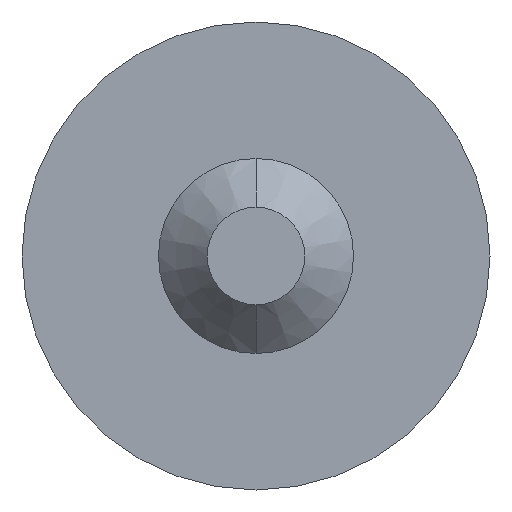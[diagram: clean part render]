
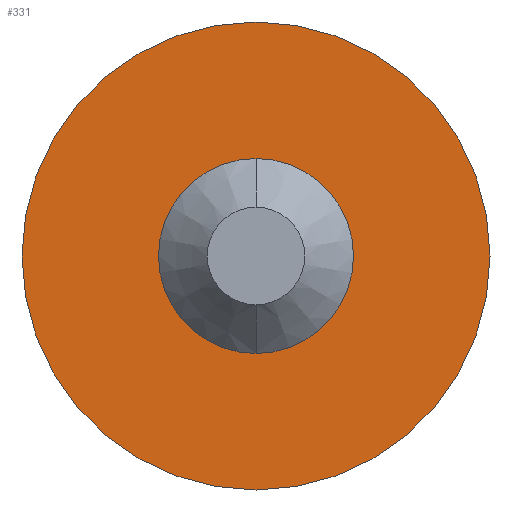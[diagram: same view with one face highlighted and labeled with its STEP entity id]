
A CAD part, front view. The second image highlights one B-rep face of the part: STEP entity #331.
In plain terms, the highlighted planar face has unit normal (0, -1, 0).
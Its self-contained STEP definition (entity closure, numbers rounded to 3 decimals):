
#11 = AXIS2_PLACEMENT_3D ( 'NONE', #250, #275, #157 ) ;
#15 = CARTESIAN_POINT ( 'NONE',  ( 0., 7., 0. ) ) ;
#24 = VERTEX_POINT ( 'NONE', #113 ) ;
#26 = AXIS2_PLACEMENT_3D ( 'NONE', #15, #332, #249 ) ;
#37 = CARTESIAN_POINT ( 'NONE',  ( 0., 7., -2.4 ) ) ;
#39 = CARTESIAN_POINT ( 'NONE',  ( 0., 7., 0. ) ) ;
#51 = DIRECTION ( 'NONE',  ( 0., -1., 0. ) ) ;
#73 = ORIENTED_EDGE ( 'NONE', *, *, #262, .F. ) ;
#78 = CARTESIAN_POINT ( 'NONE',  ( 0., 7., -1. ) ) ;
#107 = VERTEX_POINT ( 'NONE', #37 ) ;
#113 = CARTESIAN_POINT ( 'NONE',  ( 0., 7., 2.4 ) ) ;
#122 = ORIENTED_EDGE ( 'NONE', *, *, #228, .F. ) ;
#137 = EDGE_CURVE ( 'NONE', #107, #24, #261, .T. ) ;
#144 = DIRECTION ( 'NONE',  ( 0., -1., 0. ) ) ;
#145 = DIRECTION ( 'NONE',  ( 0., 0., -1. ) ) ;
#146 = FACE_OUTER_BOUND ( 'NONE', #271, .T. ) ;
#157 = DIRECTION ( 'NONE',  ( 0., 0., -1. ) ) ;
#166 = CIRCLE ( 'NONE', #11, 1. ) ;
#171 = ORIENTED_EDGE ( 'NONE', *, *, #137, .T. ) ;
#193 = CARTESIAN_POINT ( 'NONE',  ( 0., 7., 1. ) ) ;
#215 = CIRCLE ( 'NONE', #26, 2.4 ) ;
#228 = EDGE_CURVE ( 'NONE', #366, #340, #317, .T. ) ;
#231 = AXIS2_PLACEMENT_3D ( 'NONE', #300, #51, #279 ) ;
#245 = DIRECTION ( 'NONE',  ( 0., -1., 0. ) ) ;
#249 = DIRECTION ( 'NONE',  ( 0., 0., -1. ) ) ;
#250 = CARTESIAN_POINT ( 'NONE',  ( 0., 7., 0. ) ) ;
#253 = EDGE_LOOP ( 'NONE', ( #122, #73 ) ) ;
#261 = CIRCLE ( 'NONE', #335, 2.4 ) ;
#262 = EDGE_CURVE ( 'NONE', #340, #366, #166, .T. ) ;
#266 = EDGE_CURVE ( 'NONE', #24, #107, #215, .T. ) ;
#271 = EDGE_LOOP ( 'NONE', ( #171, #283 ) ) ;
#272 = AXIS2_PLACEMENT_3D ( 'NONE', #39, #245, #298 ) ;
#275 = DIRECTION ( 'NONE',  ( 0., -1., 0. ) ) ;
#279 = DIRECTION ( 'NONE',  ( 0., 0., -1. ) ) ;
#283 = ORIENTED_EDGE ( 'NONE', *, *, #266, .T. ) ;
#295 = FACE_BOUND ( 'NONE', #253, .T. ) ;
#298 = DIRECTION ( 'NONE',  ( 0., 0., -1. ) ) ;
#300 = CARTESIAN_POINT ( 'NONE',  ( 1., 7., 0. ) ) ;
#302 = PLANE ( 'NONE',  #231 ) ;
#315 = CARTESIAN_POINT ( 'NONE',  ( 0., 7., 0. ) ) ;
#317 = CIRCLE ( 'NONE', #272, 1. ) ;
#331 = ADVANCED_FACE ( 'NONE', ( #146, #295 ), #302, .T. ) ;
#332 = DIRECTION ( 'NONE',  ( 0., -1., 0. ) ) ;
#335 = AXIS2_PLACEMENT_3D ( 'NONE', #315, #144, #145 ) ;
#340 = VERTEX_POINT ( 'NONE', #193 ) ;
#366 = VERTEX_POINT ( 'NONE', #78 ) ;
